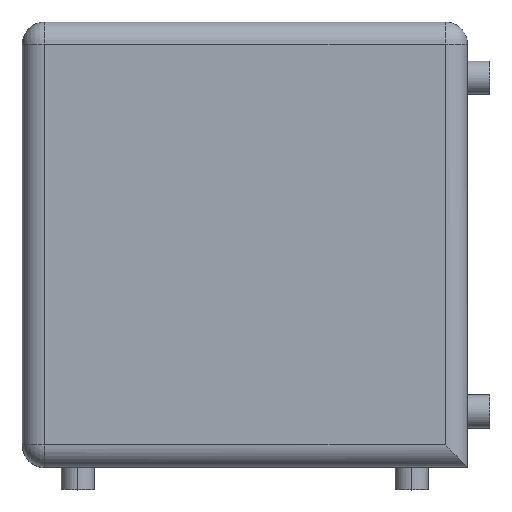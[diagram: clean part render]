
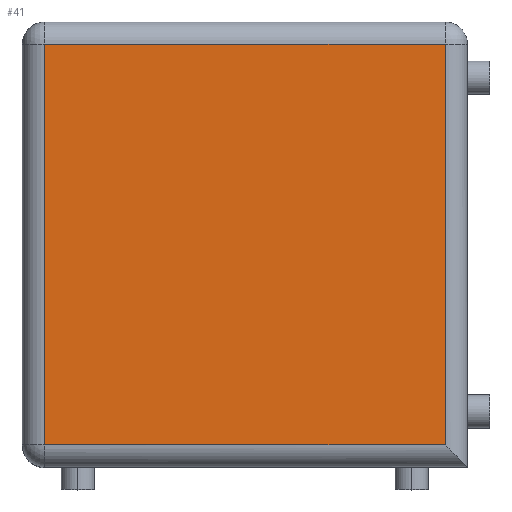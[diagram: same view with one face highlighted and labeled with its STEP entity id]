
A CAD part, top view. The second image highlights one B-rep face of the part: STEP entity #41.
In plain terms, the highlighted planar face has unit normal (0, 0, 1).
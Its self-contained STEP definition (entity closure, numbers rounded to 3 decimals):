
#31 = DIRECTION ( 'NONE',  ( 1., 0., 0. ) ) ;
#41 = ADVANCED_FACE ( 'NONE', ( #1518 ), #446, .F. ) ;
#130 = EDGE_CURVE ( 'NONE', #1535, #1730, #1140, .T. ) ;
#154 = CARTESIAN_POINT ( 'NONE',  ( -20., 20., 20. ) ) ;
#339 = VECTOR ( 'NONE', #31, 1000. ) ;
#340 = DIRECTION ( 'NONE',  ( 0., -1., 0. ) ) ;
#382 = EDGE_CURVE ( 'NONE', #1730, #1073, #1373, .T. ) ;
#432 = CARTESIAN_POINT ( 'NONE',  ( -18., 18., 20. ) ) ;
#446 = PLANE ( 'NONE',  #773 ) ;
#463 = CARTESIAN_POINT ( 'NONE',  ( 18., -18., 20. ) ) ;
#546 = ORIENTED_EDGE ( 'NONE', *, *, #130, .T. ) ;
#604 = CARTESIAN_POINT ( 'NONE',  ( 20., -18., 20. ) ) ;
#711 = EDGE_CURVE ( 'NONE', #1073, #802, #1607, .T. ) ;
#773 = AXIS2_PLACEMENT_3D ( 'NONE', #154, #974, #1858 ) ;
#802 = VERTEX_POINT ( 'NONE', #1656 ) ;
#974 = DIRECTION ( 'NONE',  ( 0., 0., -1. ) ) ;
#1020 = EDGE_LOOP ( 'NONE', ( #1337, #1309, #546, #1077 ) ) ;
#1036 = VECTOR ( 'NONE', #340, 1000. ) ;
#1073 = VERTEX_POINT ( 'NONE', #432 ) ;
#1077 = ORIENTED_EDGE ( 'NONE', *, *, #382, .T. ) ;
#1130 = VECTOR ( 'NONE', #1507, 1000. ) ;
#1140 = LINE ( 'NONE', #1583, #1451 ) ;
#1309 = ORIENTED_EDGE ( 'NONE', *, *, #1521, .T. ) ;
#1331 = CARTESIAN_POINT ( 'NONE',  ( -18., 20., 20. ) ) ;
#1337 = ORIENTED_EDGE ( 'NONE', *, *, #711, .T. ) ;
#1362 = CARTESIAN_POINT ( 'NONE',  ( 18., 18., 20. ) ) ;
#1373 = LINE ( 'NONE', #1640, #1130 ) ;
#1451 = VECTOR ( 'NONE', #1713, 1000. ) ;
#1507 = DIRECTION ( 'NONE',  ( -1., 0., 0. ) ) ;
#1518 = FACE_OUTER_BOUND ( 'NONE', #1020, .T. ) ;
#1521 = EDGE_CURVE ( 'NONE', #802, #1535, #1854, .T. ) ;
#1535 = VERTEX_POINT ( 'NONE', #463 ) ;
#1583 = CARTESIAN_POINT ( 'NONE',  ( 18., 20., 20. ) ) ;
#1607 = LINE ( 'NONE', #1331, #1036 ) ;
#1640 = CARTESIAN_POINT ( 'NONE',  ( -20., 18., 20. ) ) ;
#1656 = CARTESIAN_POINT ( 'NONE',  ( -18., -18., 20. ) ) ;
#1713 = DIRECTION ( 'NONE',  ( 0., 1., 0. ) ) ;
#1730 = VERTEX_POINT ( 'NONE', #1362 ) ;
#1854 = LINE ( 'NONE', #604, #339 ) ;
#1858 = DIRECTION ( 'NONE',  ( -1., 0., 0. ) ) ;
